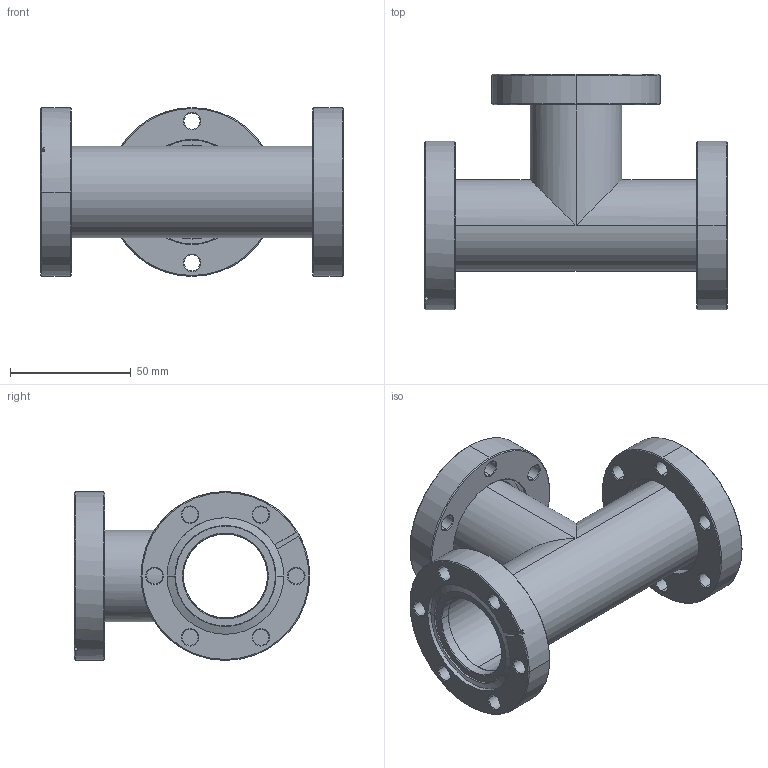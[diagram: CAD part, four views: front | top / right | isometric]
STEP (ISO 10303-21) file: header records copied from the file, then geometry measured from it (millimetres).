
FILE_DESCRIPTION (( 'STEP AP214' ), '1' );
FILE_NAME ('Hositrad_FT35-38R.STEP', '2015-07-17T09:23:42', ( '' ), ( '' ), 'SwSTEP 2.0', 'SolidWorks 2015', '' );
FILE_SCHEMA (( 'AUTOMOTIVE_DESIGN' ));
Length unit declared in the file: millimetre
Products named in the file (4): NW35CFR-Weld-38.1; NW35CF-Weld-38.1; Tee-38.1; Hositrad_FT35-38R
Assembly tree (4 placements, depth 2):
  Hositrad_FT35-38R
    Tee-38.1
    NW35CF-Weld-38.1
    NW35CFR-Weld-38.1  x2
Bounding box: 125.4 x 97.7 x 70 mm (x, y, z)
Volume: 119549.6 mm3; surface area: 74198.1 mm2
Topology: 6 solids, 6 shells, 223 faces, 507 edges, 294 vertices
Faces by surface type: cone 115, cylinder 78, plane 28, bspline 2
Entity records: 4627 total; most frequent: CARTESIAN_POINT 928, DIRECTION 826, ORIENTED_EDGE 680, AXIS2_PLACEMENT_3D 340, EDGE_CURVE 340, VERTEX_POINT 198, EDGE_LOOP 186, CIRCLE 184
